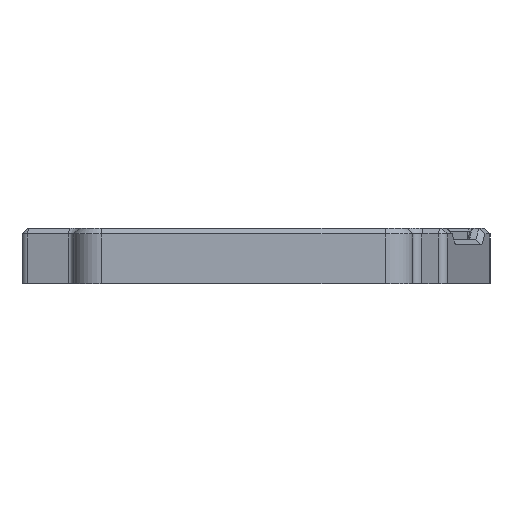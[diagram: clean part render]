
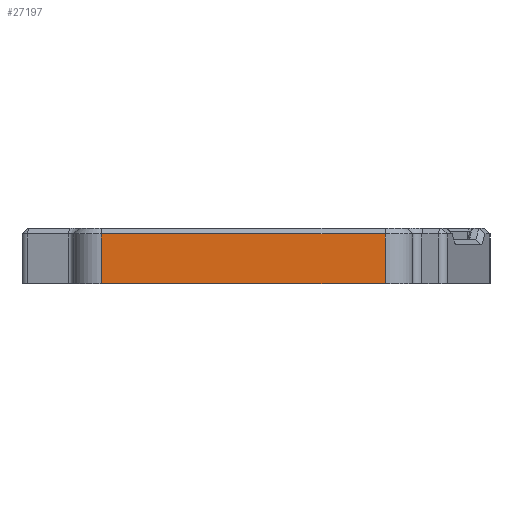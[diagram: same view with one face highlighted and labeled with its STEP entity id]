
A CAD part, left-side view. The second image highlights one B-rep face of the part: STEP entity #27197.
In plain terms, the highlighted planar face has unit normal (-1, 0, 0).
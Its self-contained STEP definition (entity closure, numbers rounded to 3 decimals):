
#24690 = VERTEX_POINT('',#24691);
#24691 = CARTESIAN_POINT('',(-105.076,-21.584,1.6));
#24698 = EDGE_CURVE('',#24690,#24699,#24701,.T.);
#24699 = VERTEX_POINT('',#24700);
#24700 = CARTESIAN_POINT('',(-105.076,29.916,1.6));
#24701 = LINE('',#24702,#24703);
#24702 = CARTESIAN_POINT('',(-105.076,4.166,1.6));
#24703 = VECTOR('',#24704,1.);
#24704 = DIRECTION('',(0.,1.,0.));
#26421 = VERTEX_POINT('',#26422);
#26422 = CARTESIAN_POINT('',(-105.076,29.916,10.6));
#26445 = EDGE_CURVE('',#26421,#26446,#26448,.T.);
#26446 = VERTEX_POINT('',#26447);
#26447 = CARTESIAN_POINT('',(-105.076,-21.584,10.6));
#26448 = LINE('',#26449,#26450);
#26449 = CARTESIAN_POINT('',(-105.076,29.916,10.6));
#26450 = VECTOR('',#26451,1.);
#26451 = DIRECTION('',(0.,-1.,-0.));
#27169 = EDGE_CURVE('',#26446,#24690,#27170,.T.);
#27170 = LINE('',#27171,#27172);
#27171 = CARTESIAN_POINT('',(-105.076,-21.584,11.6));
#27172 = VECTOR('',#27173,1.);
#27173 = DIRECTION('',(-0.,-0.,-1.));
#27197 = ADVANCED_FACE('',(#27198),#27209,.F.);
#27198 = FACE_BOUND('',#27199,.F.);
#27199 = EDGE_LOOP('',(#27200,#27201,#27202,#27203));
#27200 = ORIENTED_EDGE('',*,*,#26445,.T.);
#27201 = ORIENTED_EDGE('',*,*,#27169,.T.);
#27202 = ORIENTED_EDGE('',*,*,#24698,.T.);
#27203 = ORIENTED_EDGE('',*,*,#27204,.F.);
#27204 = EDGE_CURVE('',#26421,#24699,#27205,.T.);
#27205 = LINE('',#27206,#27207);
#27206 = CARTESIAN_POINT('',(-105.076,29.916,11.6));
#27207 = VECTOR('',#27208,1.);
#27208 = DIRECTION('',(-0.,-0.,-1.));
#27209 = PLANE('',#27210);
#27210 = AXIS2_PLACEMENT_3D('',#27211,#27212,#27213);
#27211 = CARTESIAN_POINT('',(-105.076,-21.584,6.2));
#27212 = DIRECTION('',(1.,0.,0.));
#27213 = DIRECTION('',(0.,-1.,0.));
